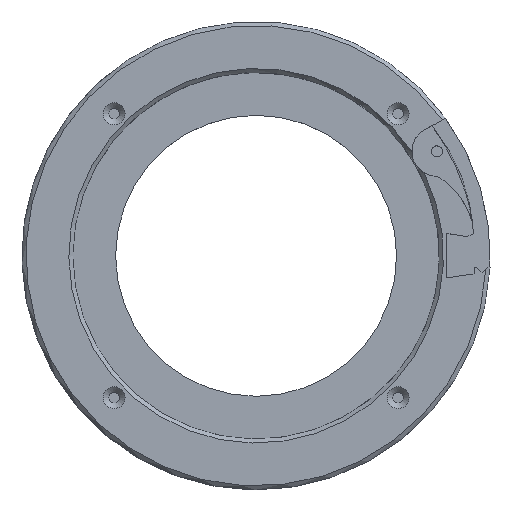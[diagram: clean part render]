
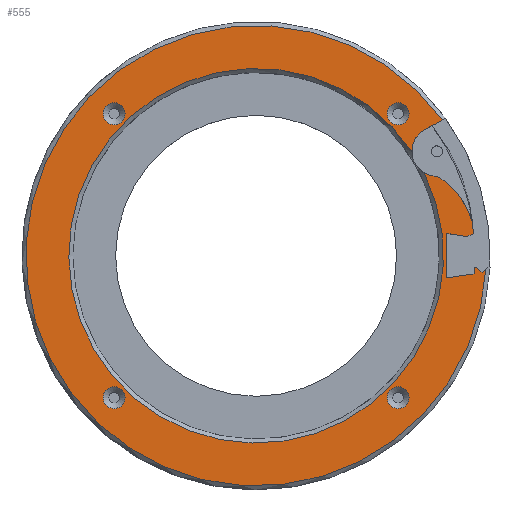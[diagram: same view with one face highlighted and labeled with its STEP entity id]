
A CAD part, top view. The second image highlights one B-rep face of the part: STEP entity #555.
In plain terms, the highlighted face is planar.
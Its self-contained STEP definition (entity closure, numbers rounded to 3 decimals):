
#35=B_SPLINE_CURVE_WITH_KNOTS('',3,(#888,#889,#890,#891),.UNSPECIFIED.,
 .F.,.F.,(4,4),(-0.001,0.001),
 .UNSPECIFIED.);
#47=PLANE('',#612);
#70=CIRCLE('',#613,1.4);
#71=CIRCLE('',#614,1.4);
#72=CIRCLE('',#615,1.4);
#73=CIRCLE('',#616,1.4);
#74=CIRCLE('',#617,3.2);
#75=CIRCLE('',#618,24.);
#76=CIRCLE('',#619,3.2);
#77=CIRCLE('',#620,29.5);
#78=CIRCLE('',#621,10.2);
#100=ORIENTED_EDGE('',*,*,#244,.T.);
#101=ORIENTED_EDGE('',*,*,#245,.T.);
#102=ORIENTED_EDGE('',*,*,#246,.T.);
#103=ORIENTED_EDGE('',*,*,#247,.T.);
#104=ORIENTED_EDGE('',*,*,#248,.F.);
#105=ORIENTED_EDGE('',*,*,#249,.T.);
#106=ORIENTED_EDGE('',*,*,#250,.F.);
#107=ORIENTED_EDGE('',*,*,#251,.T.);
#108=ORIENTED_EDGE('',*,*,#252,.T.);
#109=ORIENTED_EDGE('',*,*,#253,.F.);
#110=ORIENTED_EDGE('',*,*,#254,.T.);
#111=ORIENTED_EDGE('',*,*,#255,.F.);
#112=ORIENTED_EDGE('',*,*,#256,.T.);
#113=ORIENTED_EDGE('',*,*,#257,.F.);
#114=ORIENTED_EDGE('',*,*,#258,.F.);
#115=ORIENTED_EDGE('',*,*,#259,.T.);
#116=ORIENTED_EDGE('',*,*,#260,.F.);
#117=ORIENTED_EDGE('',*,*,#261,.T.);
#118=ORIENTED_EDGE('',*,*,#262,.T.);
#244=EDGE_CURVE('',#316,#316,#70,.F.);
#245=EDGE_CURVE('',#317,#317,#71,.F.);
#246=EDGE_CURVE('',#318,#318,#72,.F.);
#247=EDGE_CURVE('',#319,#319,#73,.F.);
#248=EDGE_CURVE('',#320,#321,#74,.T.);
#249=EDGE_CURVE('',#320,#322,#75,.T.);
#250=EDGE_CURVE('',#323,#322,#76,.T.);
#251=EDGE_CURVE('',#323,#324,#368,.T.);
#252=EDGE_CURVE('',#324,#325,#77,.F.);
#253=EDGE_CURVE('',#326,#325,#369,.T.);
#254=EDGE_CURVE('',#326,#327,#370,.T.);
#255=EDGE_CURVE('',#328,#327,#371,.T.);
#256=EDGE_CURVE('',#328,#329,#372,.T.);
#257=EDGE_CURVE('',#330,#329,#373,.F.);
#258=EDGE_CURVE('',#331,#330,#374,.T.);
#259=EDGE_CURVE('',#331,#332,#375,.T.);
#260=EDGE_CURVE('',#333,#332,#376,.F.);
#261=EDGE_CURVE('',#333,#334,#35,.T.);
#262=EDGE_CURVE('',#334,#321,#78,.F.);
#316=VERTEX_POINT('',#854);
#317=VERTEX_POINT('',#856);
#318=VERTEX_POINT('',#858);
#319=VERTEX_POINT('',#860);
#320=VERTEX_POINT('',#862);
#321=VERTEX_POINT('',#863);
#322=VERTEX_POINT('',#865);
#323=VERTEX_POINT('',#867);
#324=VERTEX_POINT('',#869);
#325=VERTEX_POINT('',#871);
#326=VERTEX_POINT('',#873);
#327=VERTEX_POINT('',#875);
#328=VERTEX_POINT('',#877);
#329=VERTEX_POINT('',#879);
#330=VERTEX_POINT('',#881);
#331=VERTEX_POINT('',#883);
#332=VERTEX_POINT('',#885);
#333=VERTEX_POINT('',#887);
#334=VERTEX_POINT('',#892);
#368=LINE('',#868,#400);
#369=LINE('',#872,#401);
#370=LINE('',#874,#402);
#371=LINE('',#876,#403);
#372=LINE('',#878,#404);
#373=LINE('',#880,#405);
#374=LINE('',#882,#406);
#375=LINE('',#884,#407);
#376=LINE('',#886,#408);
#400=VECTOR('',#702,1000.);
#401=VECTOR('',#705,1000.);
#402=VECTOR('',#706,1000.);
#403=VECTOR('',#707,1000.);
#404=VECTOR('',#708,1000.);
#405=VECTOR('',#709,1000.);
#406=VECTOR('',#710,1000.);
#407=VECTOR('',#711,1000.);
#408=VECTOR('',#712,1000.);
#432=EDGE_LOOP('',(#100));
#433=EDGE_LOOP('',(#101));
#434=EDGE_LOOP('',(#102));
#435=EDGE_LOOP('',(#103));
#436=EDGE_LOOP('',(#104,#105,#106,#107,#108,#109,#110,#111,#112,#113,#114,
#115,#116,#117,#118));
#489=FACE_BOUND('',#432,.T.);
#490=FACE_BOUND('',#433,.T.);
#491=FACE_BOUND('',#434,.T.);
#492=FACE_BOUND('',#435,.T.);
#493=FACE_BOUND('',#436,.T.);
#555=ADVANCED_FACE('',(#489,#490,#491,#492,#493),#47,.F.);
#612=AXIS2_PLACEMENT_3D('',#852,#686,#687);
#613=AXIS2_PLACEMENT_3D('',#853,#688,#689);
#614=AXIS2_PLACEMENT_3D('',#855,#690,#691);
#615=AXIS2_PLACEMENT_3D('',#857,#692,#693);
#616=AXIS2_PLACEMENT_3D('',#859,#694,#695);
#617=AXIS2_PLACEMENT_3D('',#861,#696,#697);
#618=AXIS2_PLACEMENT_3D('',#864,#698,#699);
#619=AXIS2_PLACEMENT_3D('',#866,#700,#701);
#620=AXIS2_PLACEMENT_3D('',#870,#703,#704);
#621=AXIS2_PLACEMENT_3D('',#893,#713,#714);
#686=DIRECTION('',(0.,0.,1.));
#687=DIRECTION('',(0.044,0.999,0.));
#688=DIRECTION('',(0.,0.,-1.));
#689=DIRECTION('',(-1.,0.,0.));
#690=DIRECTION('',(0.,0.,-1.));
#691=DIRECTION('',(-1.,0.,0.));
#692=DIRECTION('',(0.,0.,-1.));
#693=DIRECTION('',(-1.,0.,0.));
#694=DIRECTION('',(0.,0.,-1.));
#695=DIRECTION('',(-1.,0.,0.));
#696=DIRECTION('',(0.,0.,-1.));
#697=DIRECTION('',(0.,-1.,0.));
#698=DIRECTION('',(0.,0.,1.));
#699=DIRECTION('',(0.,1.,0.));
#700=DIRECTION('',(0.,0.,-1.));
#701=DIRECTION('',(0.,-1.,0.));
#702=DIRECTION('',(-0.866,0.5,0.));
#703=DIRECTION('',(0.,0.,1.));
#704=DIRECTION('',(0.,1.,0.));
#705=DIRECTION('',(-0.707,0.707,0.));
#706=DIRECTION('',(0.707,0.707,0.));
#707=DIRECTION('',(-1.,0.,0.));
#708=DIRECTION('',(0.,-1.,0.));
#709=DIRECTION('',(0.989,-0.148,0.));
#710=DIRECTION('',(0.,-1.,0.));
#711=DIRECTION('',(-0.989,-0.148,0.));
#712=DIRECTION('',(-0.936,0.353,0.));
#713=DIRECTION('',(0.,0.,1.));
#714=DIRECTION('',(0.,1.,0.));
#852=CARTESIAN_POINT('',(-1.377,36.772,6.3));
#853=CARTESIAN_POINT('',(-18.192,-18.188,6.3));
#854=CARTESIAN_POINT('',(-19.592,-18.188,6.3));
#855=CARTESIAN_POINT('',(-18.192,18.192,6.3));
#856=CARTESIAN_POINT('',(-19.592,18.192,6.3));
#857=CARTESIAN_POINT('',(18.189,18.192,6.3));
#858=CARTESIAN_POINT('',(16.789,18.192,6.3));
#859=CARTESIAN_POINT('',(18.189,-18.188,6.3));
#860=CARTESIAN_POINT('',(16.789,-18.188,6.3));
#861=CARTESIAN_POINT('',(-23.166,13.375,6.3));
#862=CARTESIAN_POINT('',(-21.516,10.634,6.3));
#863=CARTESIAN_POINT('',(-23.268,10.177,6.3));
#864=CARTESIAN_POINT('',(0.,0.,6.3));
#865=CARTESIAN_POINT('',(-19.967,13.317,6.3));
#866=CARTESIAN_POINT('',(-23.166,13.375,6.3));
#867=CARTESIAN_POINT('',(-21.103,15.821,6.3));
#868=CARTESIAN_POINT('',(-23.876,17.422,6.3));
#869=CARTESIAN_POINT('',(-23.829,17.395,6.3));
#870=CARTESIAN_POINT('',(-0.002,0.002,6.3));
#871=CARTESIAN_POINT('',(-29.456,-1.641,6.3));
#872=CARTESIAN_POINT('',(-29.582,-1.514,6.3));
#873=CARTESIAN_POINT('',(-28.941,-2.155,6.3));
#874=CARTESIAN_POINT('',(-28.565,-1.779,6.3));
#875=CARTESIAN_POINT('',(-28.234,-1.448,6.3));
#876=CARTESIAN_POINT('',(-27.927,-1.448,6.3));
#877=CARTESIAN_POINT('',(-27.917,-1.448,6.3));
#878=CARTESIAN_POINT('',(-27.917,0.002,6.3));
#879=CARTESIAN_POINT('',(-27.917,-2.326,6.3));
#880=CARTESIAN_POINT('',(172.77,-32.299,6.3));
#881=CARTESIAN_POINT('',(-24.444,-2.845,6.3));
#882=CARTESIAN_POINT('',(-24.444,-0.5,6.3));
#883=CARTESIAN_POINT('',(-24.444,2.847,6.3));
#884=CARTESIAN_POINT('',(-26.261,2.576,6.3));
#885=CARTESIAN_POINT('',(-26.976,2.469,6.3));
#886=CARTESIAN_POINT('',(122.998,-54.109,6.3));
#887=CARTESIAN_POINT('',(-27.838,2.794,6.3));
#888=CARTESIAN_POINT('',(-27.838,2.794,6.3));
#889=CARTESIAN_POINT('',(-27.801,3.275,6.3));
#890=CARTESIAN_POINT('',(-27.768,3.757,6.3));
#891=CARTESIAN_POINT('',(-27.713,4.233,6.3));
#892=CARTESIAN_POINT('',(-27.713,4.233,6.3));
#893=CARTESIAN_POINT('',(-17.882,1.515,6.3));
